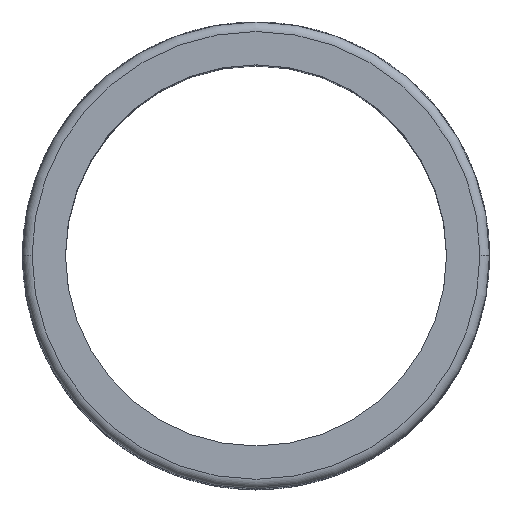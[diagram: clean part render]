
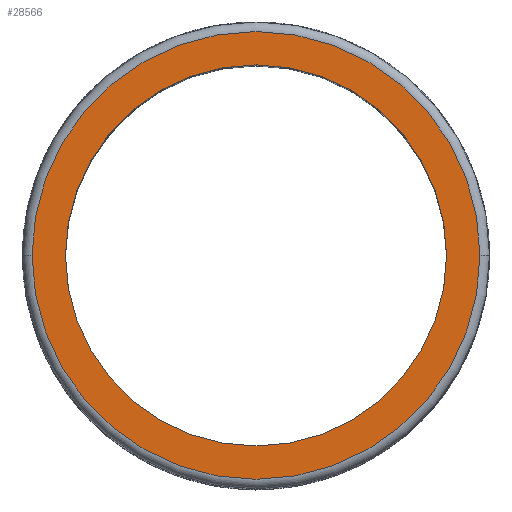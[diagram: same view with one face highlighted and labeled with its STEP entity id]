
A CAD part, top view. The second image highlights one B-rep face of the part: STEP entity #28566.
In plain terms, the highlighted planar face has unit normal (0, 0, 1).
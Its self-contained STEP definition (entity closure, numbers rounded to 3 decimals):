
#1319 = EDGE_LOOP ( 'NONE', ( #7152, #7810 ) ) ;
#1358 = CIRCLE ( 'NONE', #15937, 20. ) ;
#2577 = VERTEX_POINT ( 'NONE', #26197 ) ;
#4439 = AXIS2_PLACEMENT_3D ( 'NONE', #18886, #19003, #31310 ) ;
#4842 = FACE_BOUND ( 'NONE', #1319, .T. ) ;
#5445 = VERTEX_POINT ( 'NONE', #27101 ) ;
#7152 = ORIENTED_EDGE ( 'NONE', *, *, #10185, .F. ) ;
#7810 = ORIENTED_EDGE ( 'NONE', *, *, #9688, .F. ) ;
#8810 = PLANE ( 'NONE',  #13603 ) ;
#9409 = CARTESIAN_POINT ( 'NONE',  ( 0., 0., 0. ) ) ;
#9688 = EDGE_CURVE ( 'NONE', #14300, #2577, #30071, .T. ) ;
#10185 = EDGE_CURVE ( 'NONE', #2577, #14300, #1358, .T. ) ;
#10408 = VERTEX_POINT ( 'NONE', #29176 ) ;
#10904 = DIRECTION ( 'NONE',  ( 1., 0., 0. ) ) ;
#11372 = DIRECTION ( 'NONE',  ( 0., 0., 1. ) ) ;
#13371 = FACE_OUTER_BOUND ( 'NONE', #17234, .T. ) ;
#13603 = AXIS2_PLACEMENT_3D ( 'NONE', #23975, #21182, #23771 ) ;
#14300 = VERTEX_POINT ( 'NONE', #21162 ) ;
#15871 = DIRECTION ( 'NONE',  ( 0., 0., 1. ) ) ;
#15937 = AXIS2_PLACEMENT_3D ( 'NONE', #23358, #26027, #30490 ) ;
#16721 = AXIS2_PLACEMENT_3D ( 'NONE', #25712, #15871, #10904 ) ;
#16913 = AXIS2_PLACEMENT_3D ( 'NONE', #9409, #11372, #31598 ) ;
#17234 = EDGE_LOOP ( 'NONE', ( #28202, #23650 ) ) ;
#18886 = CARTESIAN_POINT ( 'NONE',  ( 0., 0., 0. ) ) ;
#19003 = DIRECTION ( 'NONE',  ( 0., 0., 1. ) ) ;
#20357 = CIRCLE ( 'NONE', #16913, 23.5 ) ;
#21162 = CARTESIAN_POINT ( 'NONE',  ( -20., 0., 0. ) ) ;
#21182 = DIRECTION ( 'NONE',  ( 0., 0., 1. ) ) ;
#23358 = CARTESIAN_POINT ( 'NONE',  ( 0., 0., 0. ) ) ;
#23650 = ORIENTED_EDGE ( 'NONE', *, *, #27609, .T. ) ;
#23771 = DIRECTION ( 'NONE',  ( 1., 0., 0. ) ) ;
#23975 = CARTESIAN_POINT ( 'NONE',  ( 0., 0., 0. ) ) ;
#25522 = EDGE_CURVE ( 'NONE', #5445, #10408, #26577, .T. ) ;
#25712 = CARTESIAN_POINT ( 'NONE',  ( 0., 0., 0. ) ) ;
#26027 = DIRECTION ( 'NONE',  ( 0., 0., 1. ) ) ;
#26197 = CARTESIAN_POINT ( 'NONE',  ( 20., 0., 0. ) ) ;
#26577 = CIRCLE ( 'NONE', #4439, 23.5 ) ;
#27101 = CARTESIAN_POINT ( 'NONE',  ( 23.5, 0., 0. ) ) ;
#27609 = EDGE_CURVE ( 'NONE', #10408, #5445, #20357, .T. ) ;
#28202 = ORIENTED_EDGE ( 'NONE', *, *, #25522, .T. ) ;
#28566 = ADVANCED_FACE ( 'NONE', ( #13371, #4842 ), #8810, .T. ) ;
#29176 = CARTESIAN_POINT ( 'NONE',  ( -23.5, 0., 0. ) ) ;
#30071 = CIRCLE ( 'NONE', #16721, 20. ) ;
#30490 = DIRECTION ( 'NONE',  ( 1., 0., 0. ) ) ;
#31310 = DIRECTION ( 'NONE',  ( 1., 0., 0. ) ) ;
#31598 = DIRECTION ( 'NONE',  ( 1., 0., 0. ) ) ;
